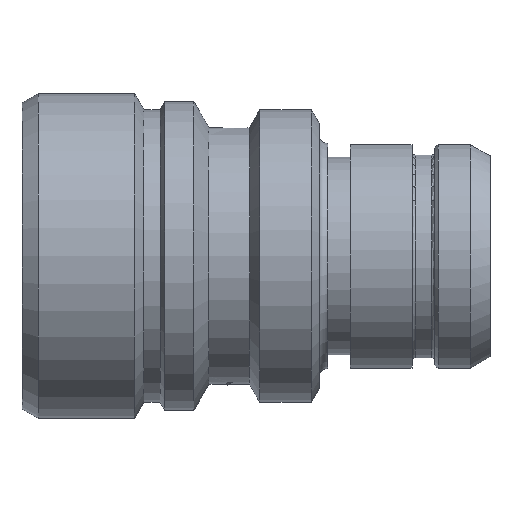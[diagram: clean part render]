
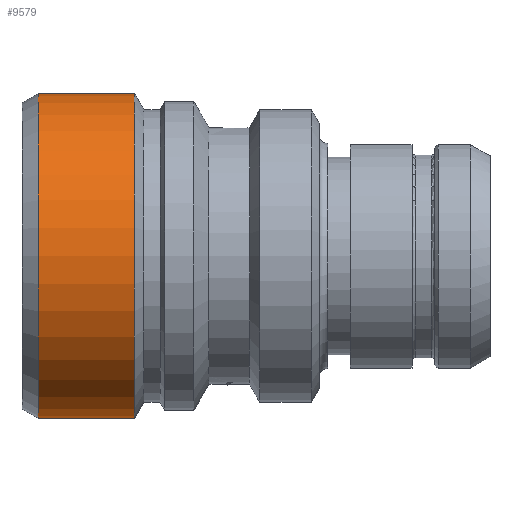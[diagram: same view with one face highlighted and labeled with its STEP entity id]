
A CAD part, top view. The second image highlights one B-rep face of the part: STEP entity #9579.
In plain terms, the highlighted cylindrical face has radius 10 mm (diameter 20 mm), a partial arc.
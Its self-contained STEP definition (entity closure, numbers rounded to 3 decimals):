
#343=CARTESIAN_POINT('',(1.,0.,0.));
#344=DIRECTION('',(1.,0.,0.));
#345=DIRECTION('',(0.,1.,0.));
#346=AXIS2_PLACEMENT_3D('',#343,#344,#345);
#348=CARTESIAN_POINT('',(6.923,0.,0.));
#349=DIRECTION('',(1.,0.,0.));
#350=DIRECTION('',(0.,1.,0.));
#351=AXIS2_PLACEMENT_3D('',#348,#349,#350);
#353=DIRECTION('',(-1.,0.,0.));
#354=VECTOR('',#353,5.923);
#355=CARTESIAN_POINT('',(6.923,10.,0.));
#356=LINE('983',#355,#354);
#357=DIRECTION('',(-1.,0.,0.));
#358=VECTOR('',#357,5.923);
#359=CARTESIAN_POINT('',(6.923,-10.,0.));
#360=LINE('997',#359,#358);
#7726=CARTESIAN_POINT('',(6.923,10.,0.));
#7727=VERTEX_POINT('',#7726);
#7728=CARTESIAN_POINT('',(1.,10.,0.));
#7729=VERTEX_POINT('',#7728);
#7762=CARTESIAN_POINT('',(6.923,-10.,0.));
#7763=VERTEX_POINT('',#7762);
#7764=CARTESIAN_POINT('',(1.,-10.,0.));
#7765=VERTEX_POINT('',#7764);
#9565=CARTESIAN_POINT('',(-1.44,0.,0.));
#9566=DIRECTION('',(1.,0.,0.));
#9567=DIRECTION('',(0.,-1.,0.));
#9568=AXIS2_PLACEMENT_3D('',#9565,#9566,#9567);
#9569=CYLINDRICAL_SURFACE('277',#9568,10.);
#9571=ORIENTED_EDGE('983',*,*,#9570,.F.);
#9573=ORIENTED_EDGE('1015',*,*,#9572,.T.);
#9575=ORIENTED_EDGE('997',*,*,#9574,.T.);
#9576=ORIENTED_EDGE('1016',*,*,#9551,.F.);
#9577=EDGE_LOOP('277',(#9571,#9573,#9575,#9576));
#9578=FACE_OUTER_BOUND('277',#9577,.F.);
#347=CIRCLE('1016',#346,10.);
#352=CIRCLE('1015',#351,10.);
#9551=EDGE_CURVE('1016',#7729,#7765,#347,.T.);
#9570=EDGE_CURVE('983',#7727,#7729,#356,.T.);
#9572=EDGE_CURVE('1015',#7727,#7763,#352,.T.);
#9574=EDGE_CURVE('997',#7763,#7765,#360,.T.);
#9579=ADVANCED_FACE('277',(#9578),#9569,.T.);
